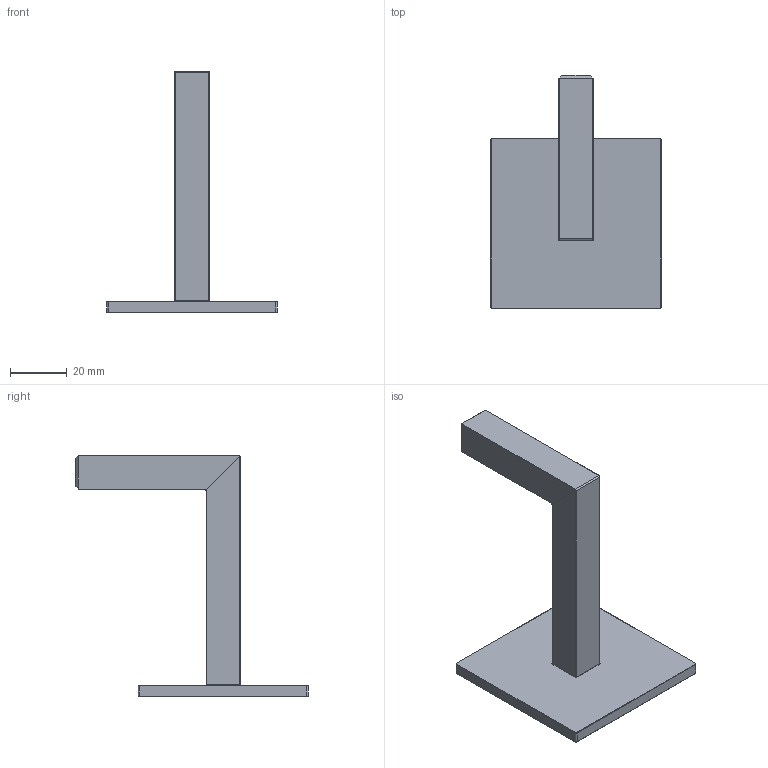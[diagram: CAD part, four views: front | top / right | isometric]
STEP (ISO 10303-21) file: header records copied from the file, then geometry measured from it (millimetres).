
FILE_DESCRIPTION (( 'STEP AP203' ), '1' );
FILE_NAME ('2508.step', '2022-01-26T07:46:27', ( '' ), ( '' ), 'SwSTEP 2.0', 'SolidWorks 2018', '' );
FILE_SCHEMA (( 'CONFIG_CONTROL_DESIGN' ));
Length unit declared in the file: millimetre
Products named in the file (2): 2508
Bounding box: 60 x 82 x 85 mm (x, y, z)
Volume: 30912.7 mm3; surface area: 15578 mm2
Topology: 1 solids, 1 shells, 132 faces, 353 edges, 221 vertices
Faces by surface type: cylinder 83, plane 20, torus 17, bspline 7, cone 5
Entity records: 9932 total; most frequent: CARTESIAN_POINT 6913, ORIENTED_EDGE 698, DIRECTION 523, EDGE_CURVE 349, VERTEX_POINT 221, AXIS2_PLACEMENT_3D 197, EDGE_LOOP 134, ADVANCED_FACE 132
